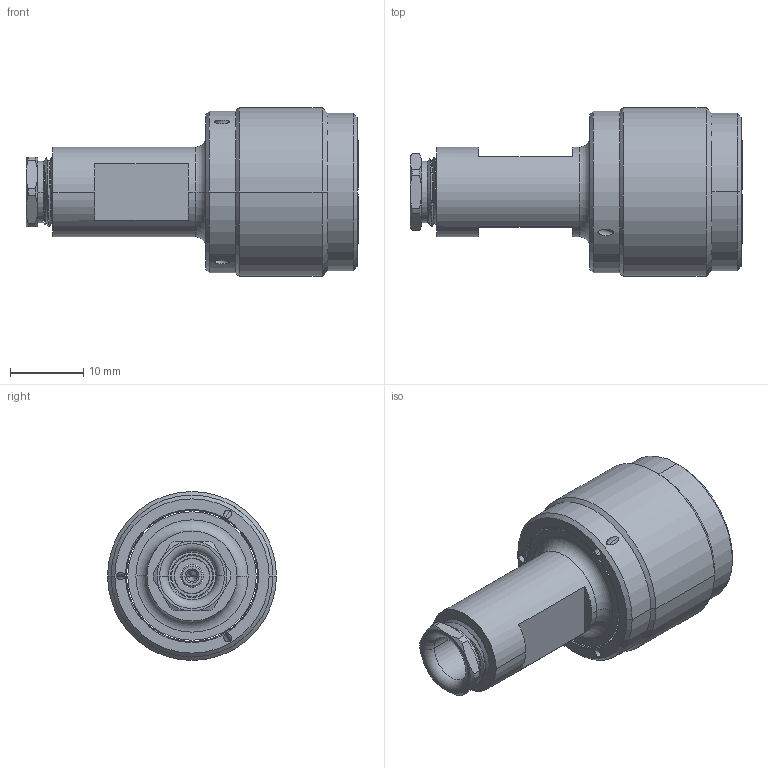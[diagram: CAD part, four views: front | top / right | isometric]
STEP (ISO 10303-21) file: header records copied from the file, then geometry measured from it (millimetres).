
FILE_DESCRIPTION((''),'2;1');
FILE_NAME('82-816-1000_SW0001','2013-03-15T',('Clement Lazar'),(''),'PRO/ENGINEER BY PARAMETRIC TECHNOLOGY CORPORATION, 2010100','PRO/ENGINEER BY PARAMETRIC TECHNOLOGY CORPORATION, 2010100','');
FILE_SCHEMA(('CONFIG_CONTROL_DESIGN'));
Length unit declared in the file: millimetre
Products named in the file (1): 82-816-1000_SW0001
Bounding box: 45.19 x 23 x 23 mm (x, y, z)
Surface area: 5854.2 mm2 (no closed solid volume)
Topology: 0 solids, 14 shells, 140 faces, 389 edges, 257 vertices
Faces by surface type: cylinder 60, cone 36, plane 29, torus 10, bspline 5
Entity records: 7704 total; most frequent: CARTESIAN_POINT 4161, DIRECTION 752, ORIENTED_EDGE 670, EDGE_CURVE 387, AXIS2_PLACEMENT_3D 312, VERTEX_POINT 257, CIRCLE 177, EDGE_LOOP 158
